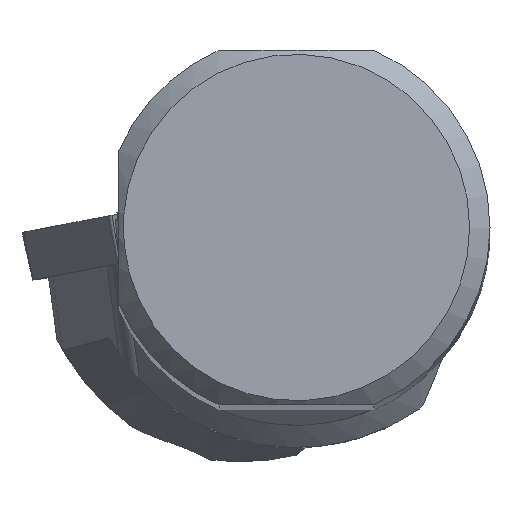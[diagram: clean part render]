
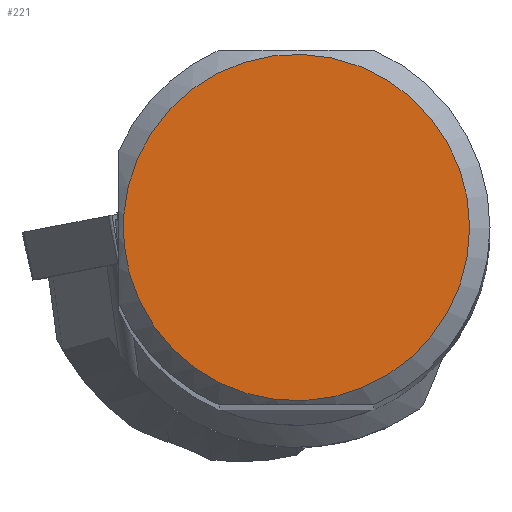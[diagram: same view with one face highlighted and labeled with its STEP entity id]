
A CAD part, top view. The second image highlights one B-rep face of the part: STEP entity #221.
In plain terms, the highlighted planar face has unit normal (0, 0, 1).
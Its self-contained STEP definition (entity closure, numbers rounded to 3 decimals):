
#172=FACE_OUTER_BOUND('',#431,.T.);
#221=ADVANCED_FACE('CU_SU_BP3',(#172),#255,.T.);
#255=PLANE('',#1145);
#431=EDGE_LOOP('',(#617));
#617=ORIENTED_EDGE('',*,*,#921,.T.);
#805=VERTEX_POINT('',#1914);
#921=EDGE_CURVE('',#805,#805,#971,.T.);
#971=CIRCLE('',#1144,17.039);
#1144=AXIS2_PLACEMENT_3D('',#1913,#1386,#1387);
#1145=AXIS2_PLACEMENT_3D('',#1915,#1388,#1389);
#1386=DIRECTION('',(0.,0.,1.));
#1387=DIRECTION('',(1.,0.,0.));
#1388=DIRECTION('',(0.,0.,1.));
#1389=DIRECTION('',(1.,0.,0.));
#1913=CARTESIAN_POINT('',(0.,0.,0.));
#1914=CARTESIAN_POINT('',(17.039,0.,0.));
#1915=CARTESIAN_POINT('',(0.,0.,0.));
